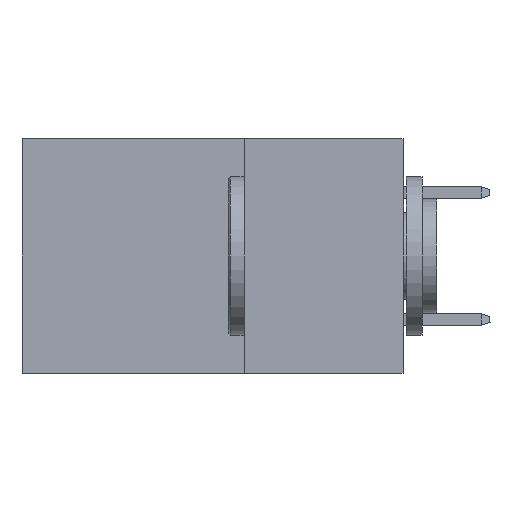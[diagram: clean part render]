
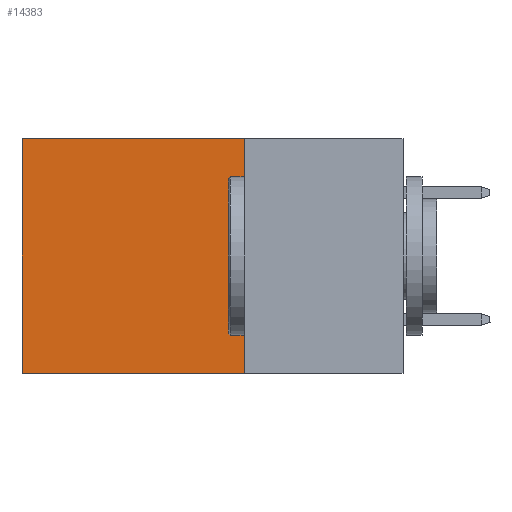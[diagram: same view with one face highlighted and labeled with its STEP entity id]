
A CAD part, left-side view. The second image highlights one B-rep face of the part: STEP entity #14383.
In plain terms, the highlighted planar face has unit normal (-1, 0, 0).
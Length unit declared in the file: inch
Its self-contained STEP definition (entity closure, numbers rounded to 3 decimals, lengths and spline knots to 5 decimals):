
#1863 = DIRECTION ( 'NONE',  ( 1., 0., 0. ) ) ;
#2007 = CARTESIAN_POINT ( 'NONE',  ( 0.2875, 0.6, 0. ) ) ;
#2962 = VECTOR ( 'NONE', #6946, 39.37008 ) ;
#3023 = FACE_OUTER_BOUND ( 'NONE', #11435, .T. ) ;
#3826 = ORIENTED_EDGE ( 'NONE', *, *, #4659, .T. ) ;
#4019 = CARTESIAN_POINT ( 'NONE',  ( 0.2875, 0.25, 0. ) ) ;
#4243 = PLANE ( 'NONE',  #9525 ) ;
#4631 = LINE ( 'NONE', #13682, #13345 ) ;
#4659 = EDGE_CURVE ( 'NONE', #6684, #7300, #10188, .T. ) ;
#5070 = VECTOR ( 'NONE', #13656, 39.37008 ) ;
#5354 = ORIENTED_EDGE ( 'NONE', *, *, #13941, .F. ) ;
#5510 = ORIENTED_EDGE ( 'NONE', *, *, #8723, .T. ) ;
#5622 = CARTESIAN_POINT ( 'NONE',  ( 0.2875, 0.25, 0. ) ) ;
#6494 = DIRECTION ( 'NONE',  ( 0., 0., -1. ) ) ;
#6684 = VERTEX_POINT ( 'NONE', #2007 ) ;
#6804 = DIRECTION ( 'NONE',  ( 0., 1., 0. ) ) ;
#6946 = DIRECTION ( 'NONE',  ( 0., 1., 0. ) ) ;
#7116 = VECTOR ( 'NONE', #8440, 39.37008 ) ;
#7300 = VERTEX_POINT ( 'NONE', #8392 ) ;
#7623 = CARTESIAN_POINT ( 'NONE',  ( 0.2875, 0.25, 0. ) ) ;
#7919 = VERTEX_POINT ( 'NONE', #5622 ) ;
#8392 = CARTESIAN_POINT ( 'NONE',  ( 0.2875, 0.6, -0.37 ) ) ;
#8440 = DIRECTION ( 'NONE',  ( 0., 0., -1. ) ) ;
#8723 = EDGE_CURVE ( 'NONE', #7919, #6684, #10273, .T. ) ;
#9525 = AXIS2_PLACEMENT_3D ( 'NONE', #7623, #1863, #6494 ) ;
#10039 = CARTESIAN_POINT ( 'NONE',  ( 0.2875, 0.6, 0. ) ) ;
#10188 = LINE ( 'NONE', #10039, #5070 ) ;
#10273 = LINE ( 'NONE', #13604, #2962 ) ;
#11435 = EDGE_LOOP ( 'NONE', ( #3826, #5354, #14567, #5510 ) ) ;
#11730 = VERTEX_POINT ( 'NONE', #13517 ) ;
#11974 = EDGE_CURVE ( 'NONE', #7919, #11730, #14268, .T. ) ;
#13345 = VECTOR ( 'NONE', #6804, 39.37008 ) ;
#13517 = CARTESIAN_POINT ( 'NONE',  ( 0.2875, 0.25, -0.37 ) ) ;
#13604 = CARTESIAN_POINT ( 'NONE',  ( 0.2875, 0.25, 0. ) ) ;
#13656 = DIRECTION ( 'NONE',  ( 0., 0., -1. ) ) ;
#13682 = CARTESIAN_POINT ( 'NONE',  ( 0.2875, 0.25, -0.37 ) ) ;
#13941 = EDGE_CURVE ( 'NONE', #11730, #7300, #4631, .T. ) ;
#14268 = LINE ( 'NONE', #4019, #7116 ) ;
#14383 = ADVANCED_FACE ( 'NONE', ( #3023 ), #4243, .F. ) ;
#14567 = ORIENTED_EDGE ( 'NONE', *, *, #11974, .F. ) ;
